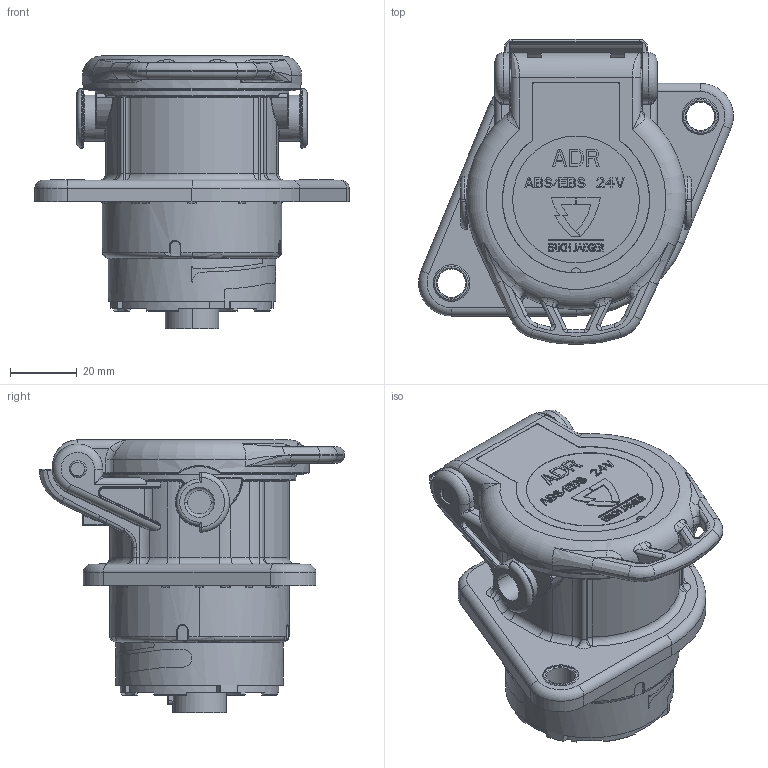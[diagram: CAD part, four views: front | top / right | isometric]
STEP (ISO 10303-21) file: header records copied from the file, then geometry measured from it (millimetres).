
FILE_DESCRIPTION((''),'2;1');
FILE_NAME('382702_SW0001','2021-04-16T15:08:07',('teru'),(''),'CREO PARAMETRIC BY PTC INC, 2017380','CREO PARAMETRIC BY PTC INC, 2017380','');
FILE_SCHEMA(('CONFIG_CONTROL_DESIGN'));
Length unit declared in the file: millimetre
Products named in the file (1): 382702_SW0001
Bounding box: 94.31 x 91.49 x 81.9 mm (x, y, z)
Volume: 176583.4 mm3; surface area: 47283.4 mm2
Topology: 1 solids, 1 shells, 2542 faces, 6781 edges, 4303 vertices
Faces by surface type: plane 1500, cylinder 479, bspline 203, torus 199, extrusion 62, cone 53, sphere 46
Entity records: 94628 total; most frequent: CARTESIAN_POINT 32592, ORIENTED_EDGE 13558, DIRECTION 11983, EDGE_CURVE 6779, VECTOR 4627, LINE 4565, VERTEX_POINT 4303, AXIS2_PLACEMENT_3D 3678
